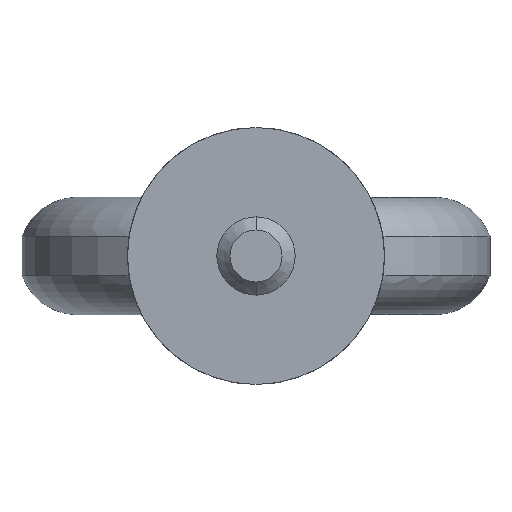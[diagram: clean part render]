
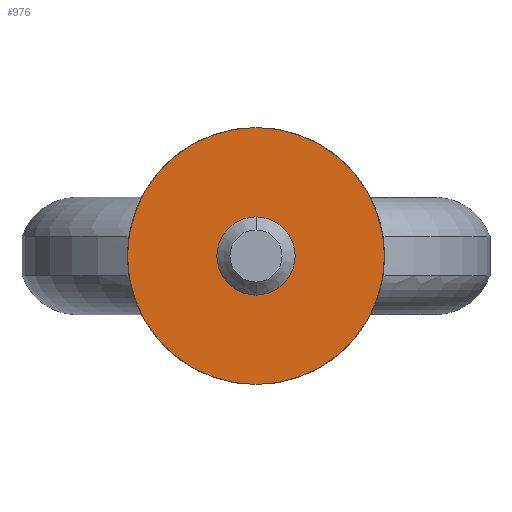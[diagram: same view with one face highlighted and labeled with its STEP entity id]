
A CAD part, front view. The second image highlights one B-rep face of the part: STEP entity #976.
In plain terms, the highlighted planar face has unit normal (0, -1, 0).
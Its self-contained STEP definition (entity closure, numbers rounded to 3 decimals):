
#15 = DIRECTION ( 'NONE',  ( 0., 0., -1. ) ) ;
#19 = CARTESIAN_POINT ( 'NONE',  ( 0., 0., -9.85 ) ) ;
#53 = CARTESIAN_POINT ( 'NONE',  ( 0., 0., 0. ) ) ;
#83 = EDGE_LOOP ( 'NONE', ( #1192, #416 ) ) ;
#102 = VERTEX_POINT ( 'NONE', #492 ) ;
#149 = AXIS2_PLACEMENT_3D ( 'NONE', #270, #479, #578 ) ;
#199 = CIRCLE ( 'NONE', #999, 3. ) ;
#229 = EDGE_LOOP ( 'NONE', ( #300, #522 ) ) ;
#270 = CARTESIAN_POINT ( 'NONE',  ( 0., 0., 0. ) ) ;
#300 = ORIENTED_EDGE ( 'NONE', *, *, #987, .F. ) ;
#309 = DIRECTION ( 'NONE',  ( 0., -1., 0. ) ) ;
#404 = VERTEX_POINT ( 'NONE', #552 ) ;
#416 = ORIENTED_EDGE ( 'NONE', *, *, #590, .F. ) ;
#420 = DIRECTION ( 'NONE',  ( 0., 1., 0. ) ) ;
#432 = CARTESIAN_POINT ( 'NONE',  ( 0., 0., 0. ) ) ;
#468 = DIRECTION ( 'NONE',  ( 0., -1., 0. ) ) ;
#473 = AXIS2_PLACEMENT_3D ( 'NONE', #432, #420, #1108 ) ;
#476 = AXIS2_PLACEMENT_3D ( 'NONE', #1101, #309, #15 ) ;
#479 = DIRECTION ( 'NONE',  ( 0., 1., 0. ) ) ;
#492 = CARTESIAN_POINT ( 'NONE',  ( 0., 0., 3. ) ) ;
#520 = DIRECTION ( 'NONE',  ( 0., 1., 0. ) ) ;
#522 = ORIENTED_EDGE ( 'NONE', *, *, #836, .F. ) ;
#552 = CARTESIAN_POINT ( 'NONE',  ( 0., 0., -3. ) ) ;
#578 = DIRECTION ( 'NONE',  ( 0., 0., 1. ) ) ;
#579 = AXIS2_PLACEMENT_3D ( 'NONE', #1116, #520, #1218 ) ;
#590 = EDGE_CURVE ( 'NONE', #619, #1154, #1022, .T. ) ;
#619 = VERTEX_POINT ( 'NONE', #1117 ) ;
#716 = CIRCLE ( 'NONE', #149, 9.85 ) ;
#720 = PLANE ( 'NONE',  #579 ) ;
#809 = FACE_OUTER_BOUND ( 'NONE', #83, .T. ) ;
#821 = FACE_BOUND ( 'NONE', #229, .T. ) ;
#836 = EDGE_CURVE ( 'NONE', #404, #102, #199, .T. ) ;
#840 = CIRCLE ( 'NONE', #476, 3. ) ;
#853 = DIRECTION ( 'NONE',  ( 0., 0., -1. ) ) ;
#875 = EDGE_CURVE ( 'NONE', #1154, #619, #716, .T. ) ;
#976 = ADVANCED_FACE ( 'NONE', ( #821, #809 ), #720, .F. ) ;
#987 = EDGE_CURVE ( 'NONE', #102, #404, #840, .T. ) ;
#999 = AXIS2_PLACEMENT_3D ( 'NONE', #53, #468, #853 ) ;
#1022 = CIRCLE ( 'NONE', #473, 9.85 ) ;
#1101 = CARTESIAN_POINT ( 'NONE',  ( 0., 0., 0. ) ) ;
#1108 = DIRECTION ( 'NONE',  ( 0., 0., 1. ) ) ;
#1116 = CARTESIAN_POINT ( 'NONE',  ( 0., 0., 0. ) ) ;
#1117 = CARTESIAN_POINT ( 'NONE',  ( 0., 0., 9.85 ) ) ;
#1154 = VERTEX_POINT ( 'NONE', #19 ) ;
#1192 = ORIENTED_EDGE ( 'NONE', *, *, #875, .F. ) ;
#1218 = DIRECTION ( 'NONE',  ( 0., 0., 1. ) ) ;
